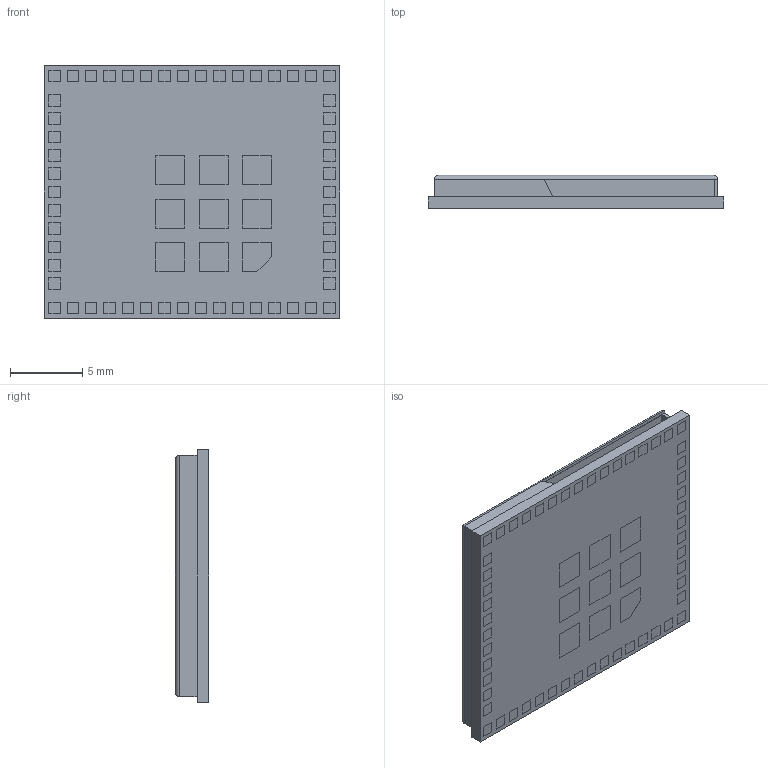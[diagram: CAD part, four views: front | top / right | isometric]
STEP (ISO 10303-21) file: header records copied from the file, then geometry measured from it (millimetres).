
FILE_DESCRIPTION (( 'STEP AP214' ), '1' );
FILE_NAME ('cc3100mod_.STEP', '2017-05-01T23:54:23', ( '' ), ( '' ), 'SwSTEP 2.0', 'SolidWorks 2015', '' );
FILE_SCHEMA (( 'AUTOMOTIVE_DESIGN' ));
Length unit declared in the file: millimetre
Products named in the file (7): cc3100mod_; ust; kart; pad
Assembly tree (3 placements, depth 2):
  cc3100mod_
    pad
    kart
    ust
  kart
  ust
  pad
Bounding box: 20.5 x 2.3 x 17.5 mm (x, y, z)
Volume: 385.6 mm3; surface area: 1767.9 mm2
Topology: 65 solids, 65 shells, 724 faces, 1585 edges, 1054 vertices
Faces by surface type: plane 720, cylinder 4
Entity records: 20134 total; most frequent: CARTESIAN_POINT 3382, ORIENTED_EDGE 3170, DIRECTION 3043, EDGE_CURVE 1585, LINE 1581, VECTOR 1581, VERTEX_POINT 1054, EDGE_LOOP 787
